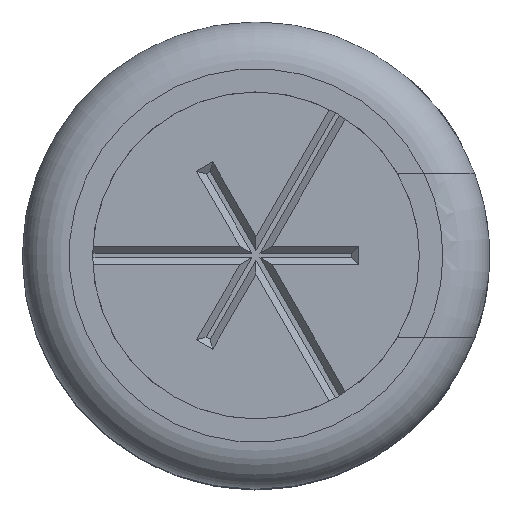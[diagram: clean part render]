
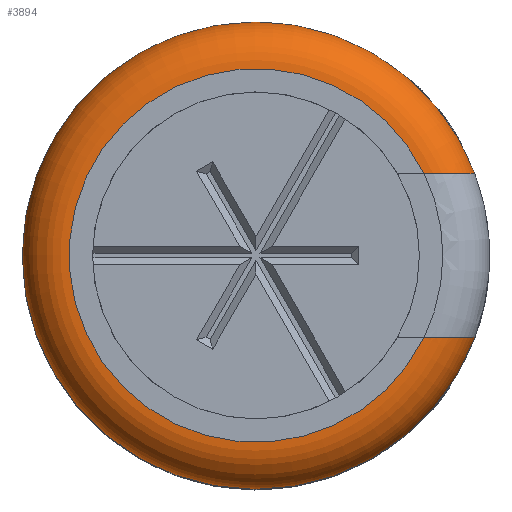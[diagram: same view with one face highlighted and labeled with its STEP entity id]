
A CAD part, top view. The second image highlights one B-rep face of the part: STEP entity #3894.
In plain terms, the highlighted toroidal (fillet/blend) face has major radius 4 mm and minor radius 1 mm.
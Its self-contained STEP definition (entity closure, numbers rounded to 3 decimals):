
#1329 = CARTESIAN_POINT ( 'NONE',  ( 4.684, -1.75, 13. ) ) ;
#1471 = CARTESIAN_POINT ( 'NONE',  ( 3.597, -1.75, 14. ) ) ;
#1855 = EDGE_CURVE ( 'NONE', #16862, #4294, #24681, .T. ) ;
#1907 = CARTESIAN_POINT ( 'NONE',  ( 4.249, -1.75, 13.814 ) ) ;
#2297 = DIRECTION ( 'NONE',  ( 0., 0., -1. ) ) ;
#3355 = CARTESIAN_POINT ( 'NONE',  ( 3.597, 1.75, 14. ) ) ;
#3894 = ADVANCED_FACE ( 'NONE', ( #22276 ), #14421, .T. ) ;
#4294 = VERTEX_POINT ( 'NONE', #16509 ) ;
#4454 = EDGE_CURVE ( 'NONE', #11372, #16862, #21967, .T. ) ;
#4566 = DIRECTION ( 'NONE',  ( 0., 0., 1. ) ) ;
#5223 = CARTESIAN_POINT ( 'NONE',  ( 4.684, 1.75, 13. ) ) ;
#5359 = CARTESIAN_POINT ( 'NONE',  ( 3.871, 1.75, 13.977 ) ) ;
#5765 = CARTESIAN_POINT ( 'NONE',  ( 4.684, -1.75, 13.137 ) ) ;
#6684 = CARTESIAN_POINT ( 'NONE',  ( -5., 0., 13. ) ) ;
#6726 = DIRECTION ( 'NONE',  ( 1., 0., 0. ) ) ;
#7010 = EDGE_CURVE ( 'NONE', #27325, #13232, #13578, .T. ) ;
#7297 = CARTESIAN_POINT ( 'NONE',  ( 3.733, 1.75, 14. ) ) ;
#9804 = CARTESIAN_POINT ( 'NONE',  ( 4.538, 1.75, 13.522 ) ) ;
#10319 = CARTESIAN_POINT ( 'NONE',  ( 3.734, -1.75, 14. ) ) ;
#10553 = CARTESIAN_POINT ( 'NONE',  ( 0., 0., 13. ) ) ;
#11372 = VERTEX_POINT ( 'NONE', #12597 ) ;
#11641 = CARTESIAN_POINT ( 'NONE',  ( 0., 0., 13. ) ) ;
#11994 = CARTESIAN_POINT ( 'NONE',  ( 4.453, 1.75, 13.634 ) ) ;
#12489 = DIRECTION ( 'NONE',  ( 1., 0., 0. ) ) ;
#12597 = CARTESIAN_POINT ( 'NONE',  ( 4.684, -1.75, 13. ) ) ;
#12823 = CARTESIAN_POINT ( 'NONE',  ( 4.538, -1.75, 13.521 ) ) ;
#13073 = CARTESIAN_POINT ( 'NONE',  ( 0., 0., 13. ) ) ;
#13232 = VERTEX_POINT ( 'NONE', #22929 ) ;
#13578 = CIRCLE ( 'NONE', #15959, 4. ) ;
#14246 = EDGE_CURVE ( 'NONE', #27325, #4294, #16696, .T. ) ;
#14421 = TOROIDAL_SURFACE ( 'NONE', #18677, 4., 1. ) ;
#15209 = CARTESIAN_POINT ( 'NONE',  ( 3.87, -1.75, 13.977 ) ) ;
#15959 = AXIS2_PLACEMENT_3D ( 'NONE', #17663, #21640, #12489 ) ;
#16509 = CARTESIAN_POINT ( 'NONE',  ( 4.684, 1.75, 13. ) ) ;
#16696 = B_SPLINE_CURVE_WITH_KNOTS ( 'NONE', 3,
 ( #20713, #7297, #5359, #23075, #25417, #11994, #9804, #18816, #16726, #5223 ),
 .UNSPECIFIED., .F., .F.,
 ( 4, 2, 2, 2, 4 ),
 ( 0.001, 0.001, 0.001, 0.002, 0.002 ),
 .UNSPECIFIED. ) ;
#16726 = CARTESIAN_POINT ( 'NONE',  ( 4.684, 1.75, 13.137 ) ) ;
#16862 = VERTEX_POINT ( 'NONE', #6684 ) ;
#16977 = CARTESIAN_POINT ( 'NONE',  ( 4.454, -1.75, 13.633 ) ) ;
#17138 = AXIS2_PLACEMENT_3D ( 'NONE', #13073, #2297, #6726 ) ;
#17663 = CARTESIAN_POINT ( 'NONE',  ( 0., 0., 14. ) ) ;
#18677 = AXIS2_PLACEMENT_3D ( 'NONE', #11641, #4566, #22866 ) ;
#18698 = ORIENTED_EDGE ( 'NONE', *, *, #1855, .F. ) ;
#18788 = ORIENTED_EDGE ( 'NONE', *, *, #14246, .T. ) ;
#18816 = CARTESIAN_POINT ( 'NONE',  ( 4.653, 1.75, 13.275 ) ) ;
#19782 = ORIENTED_EDGE ( 'NONE', *, *, #4454, .F. ) ;
#20713 = CARTESIAN_POINT ( 'NONE',  ( 3.597, 1.75, 14. ) ) ;
#21190 = EDGE_LOOP ( 'NONE', ( #19782, #25668, #26358, #18788, #18698 ) ) ;
#21533 = CARTESIAN_POINT ( 'NONE',  ( 4.653, -1.75, 13.274 ) ) ;
#21640 = DIRECTION ( 'NONE',  ( 0., 0., 1. ) ) ;
#21669 = EDGE_CURVE ( 'NONE', #11372, #13232, #22034, .T. ) ;
#21967 = CIRCLE ( 'NONE', #29069, 5. ) ;
#22034 = B_SPLINE_CURVE_WITH_KNOTS ( 'NONE', 3,
 ( #1329, #5765, #21533, #12823, #16977, #1907, #28645, #15209, #10319, #1471 ),
 .UNSPECIFIED., .F., .F.,
 ( 4, 2, 2, 2, 4 ),
 ( 0.004, 0.005, 0.005, 0.006, 0.006 ),
 .UNSPECIFIED. ) ;
#22276 = FACE_OUTER_BOUND ( 'NONE', #21190, .T. ) ;
#22866 = DIRECTION ( 'NONE',  ( 1., 0., 0. ) ) ;
#22929 = CARTESIAN_POINT ( 'NONE',  ( 3.597, -1.75, 14. ) ) ;
#23075 = CARTESIAN_POINT ( 'NONE',  ( 4.127, 1.75, 13.885 ) ) ;
#24681 = CIRCLE ( 'NONE', #17138, 5. ) ;
#25417 = CARTESIAN_POINT ( 'NONE',  ( 4.249, 1.75, 13.814 ) ) ;
#25668 = ORIENTED_EDGE ( 'NONE', *, *, #21669, .T. ) ;
#26179 = DIRECTION ( 'NONE',  ( 1., 0., 0. ) ) ;
#26358 = ORIENTED_EDGE ( 'NONE', *, *, #7010, .F. ) ;
#27325 = VERTEX_POINT ( 'NONE', #3355 ) ;
#28313 = DIRECTION ( 'NONE',  ( 0., 0., -1. ) ) ;
#28645 = CARTESIAN_POINT ( 'NONE',  ( 4.129, -1.75, 13.884 ) ) ;
#29069 = AXIS2_PLACEMENT_3D ( 'NONE', #10553, #28313, #26179 ) ;
